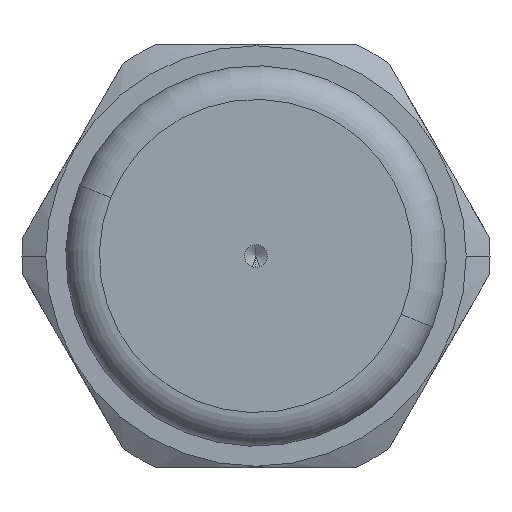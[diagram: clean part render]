
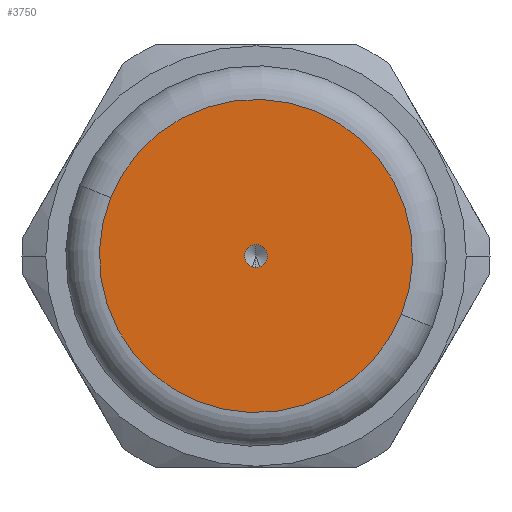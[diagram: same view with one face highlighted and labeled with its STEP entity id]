
A CAD part, left-side view. The second image highlights one B-rep face of the part: STEP entity #3750.
In plain terms, the highlighted planar face has unit normal (-1, 0, 0).
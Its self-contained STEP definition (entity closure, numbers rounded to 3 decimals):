
#392 = DIRECTION ( 'NONE',  ( 1., 0., 0. ) ) ;
#697 = DIRECTION ( 'NONE',  ( 0., -0.928, -0.373 ) ) ;
#765 = DIRECTION ( 'NONE',  ( 1., 0., 0. ) ) ;
#1632 = AXIS2_PLACEMENT_3D ( 'NONE', #9078, #392, #697 ) ;
#1712 = ORIENTED_EDGE ( 'NONE', *, *, #9652, .T. ) ;
#1853 = FACE_BOUND ( 'NONE', #7790, .T. ) ;
#1879 = AXIS2_PLACEMENT_3D ( 'NONE', #8687, #7023, #14381 ) ;
#2581 = ORIENTED_EDGE ( 'NONE', *, *, #10135, .F. ) ;
#2718 = VERTEX_POINT ( 'NONE', #13230 ) ;
#2890 = DIRECTION ( 'NONE',  ( 1., 0., 0. ) ) ;
#3750 = ADVANCED_FACE ( 'NONE', ( #1853, #10493 ), #10019, .T. ) ;
#4782 = AXIS2_PLACEMENT_3D ( 'NONE', #5176, #765, #15338 ) ;
#5059 = CIRCLE ( 'NONE', #7834, 0.6 ) ;
#5113 = CARTESIAN_POINT ( 'NONE',  ( -23., -0.557, -0.224 ) ) ;
#5176 = CARTESIAN_POINT ( 'NONE',  ( -23., 0., 0. ) ) ;
#6262 = DIRECTION ( 'NONE',  ( 0., -0.928, -0.373 ) ) ;
#7023 = DIRECTION ( 'NONE',  ( -1., 0., 0. ) ) ;
#7380 = EDGE_LOOP ( 'NONE', ( #14374, #2581 ) ) ;
#7589 = VERTEX_POINT ( 'NONE', #5113 ) ;
#7790 = EDGE_LOOP ( 'NONE', ( #17155, #1712 ) ) ;
#7834 = AXIS2_PLACEMENT_3D ( 'NONE', #9857, #2890, #15933 ) ;
#8687 = CARTESIAN_POINT ( 'NONE',  ( -23., -0.557, -0.224 ) ) ;
#9078 = CARTESIAN_POINT ( 'NONE',  ( -23., 0., 0. ) ) ;
#9212 = CARTESIAN_POINT ( 'NONE',  ( -23., 0., 0. ) ) ;
#9652 = EDGE_CURVE ( 'NONE', #10740, #7589, #5059, .T. ) ;
#9857 = CARTESIAN_POINT ( 'NONE',  ( -23., 0., 0. ) ) ;
#10019 = PLANE ( 'NONE',  #1879 ) ;
#10020 = EDGE_CURVE ( 'NONE', #7589, #10740, #16191, .T. ) ;
#10135 = EDGE_CURVE ( 'NONE', #2718, #17510, #11688, .T. ) ;
#10233 = AXIS2_PLACEMENT_3D ( 'NONE', #9212, #14949, #6262 ) ;
#10493 = FACE_OUTER_BOUND ( 'NONE', #7380, .T. ) ;
#10740 = VERTEX_POINT ( 'NONE', #13420 ) ;
#11688 = CIRCLE ( 'NONE', #4782, 8.23 ) ;
#11695 = CARTESIAN_POINT ( 'NONE',  ( -23., -7.637, -3.067 ) ) ;
#13230 = CARTESIAN_POINT ( 'NONE',  ( -23., 7.637, 3.067 ) ) ;
#13420 = CARTESIAN_POINT ( 'NONE',  ( -23., 0.557, 0.224 ) ) ;
#14374 = ORIENTED_EDGE ( 'NONE', *, *, #17740, .F. ) ;
#14381 = DIRECTION ( 'NONE',  ( 0., 0.928, 0.373 ) ) ;
#14949 = DIRECTION ( 'NONE',  ( 1., 0., 0. ) ) ;
#15338 = DIRECTION ( 'NONE',  ( 0., -0.928, -0.373 ) ) ;
#15933 = DIRECTION ( 'NONE',  ( 0., -0.928, -0.373 ) ) ;
#16050 = CIRCLE ( 'NONE', #10233, 8.23 ) ;
#16191 = CIRCLE ( 'NONE', #1632, 0.6 ) ;
#17155 = ORIENTED_EDGE ( 'NONE', *, *, #10020, .T. ) ;
#17510 = VERTEX_POINT ( 'NONE', #11695 ) ;
#17740 = EDGE_CURVE ( 'NONE', #17510, #2718, #16050, .T. ) ;
